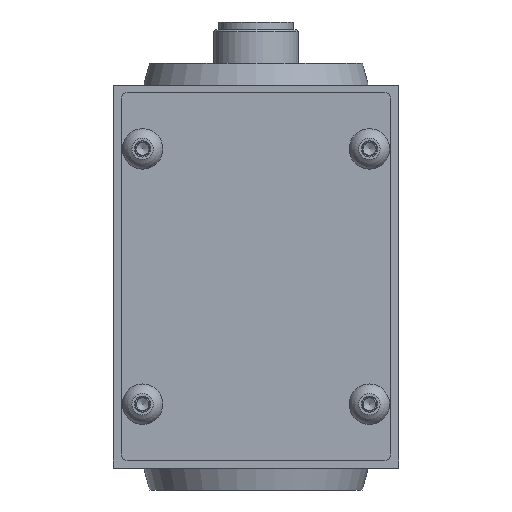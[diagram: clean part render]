
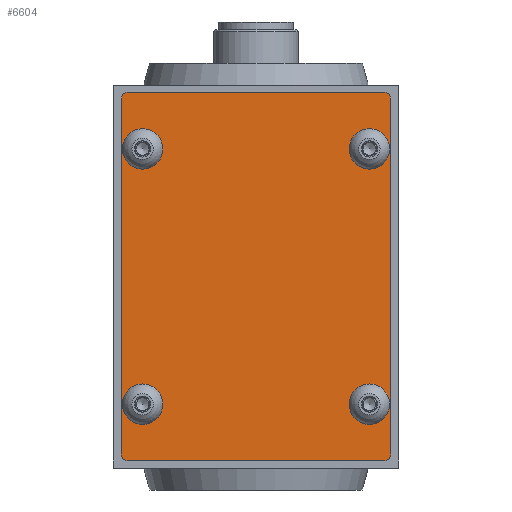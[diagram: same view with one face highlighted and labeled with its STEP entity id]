
A CAD part, front view. The second image highlights one B-rep face of the part: STEP entity #6604.
In plain terms, the highlighted face is planar.
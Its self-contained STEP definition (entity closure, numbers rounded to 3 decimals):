
#347=CIRCLE('',#7055,1.);
#349=CIRCLE('',#7059,1.);
#351=CIRCLE('',#7063,1.);
#353=CIRCLE('',#7067,1.);
#354=CIRCLE('',#7069,1.65);
#356=CIRCLE('',#7072,1.65);
#358=CIRCLE('',#7075,1.65);
#360=CIRCLE('',#7078,1.65);
#1617=ORIENTED_EDGE('',*,*,#2332,.F.);
#1618=ORIENTED_EDGE('',*,*,#2330,.F.);
#1619=ORIENTED_EDGE('',*,*,#2328,.F.);
#1620=ORIENTED_EDGE('',*,*,#2326,.F.);
#1621=ORIENTED_EDGE('',*,*,#2306,.T.);
#1622=ORIENTED_EDGE('',*,*,#2310,.T.);
#1623=ORIENTED_EDGE('',*,*,#2313,.T.);
#1624=ORIENTED_EDGE('',*,*,#2316,.T.);
#1625=ORIENTED_EDGE('',*,*,#2319,.T.);
#1626=ORIENTED_EDGE('',*,*,#2322,.T.);
#1627=ORIENTED_EDGE('',*,*,#2325,.T.);
#1628=ORIENTED_EDGE('',*,*,#2335,.T.);
#2306=EDGE_CURVE('',#2789,#2788,#347,.T.);
#2310=EDGE_CURVE('',#2788,#2791,#3263,.T.);
#2313=EDGE_CURVE('',#2791,#2793,#349,.T.);
#2316=EDGE_CURVE('',#2793,#2795,#3267,.T.);
#2319=EDGE_CURVE('',#2795,#2797,#351,.T.);
#2322=EDGE_CURVE('',#2797,#2799,#3271,.T.);
#2325=EDGE_CURVE('',#2799,#2801,#353,.T.);
#2326=EDGE_CURVE('',#2802,#2802,#354,.T.);
#2328=EDGE_CURVE('',#2804,#2804,#356,.T.);
#2330=EDGE_CURVE('',#2806,#2806,#358,.T.);
#2332=EDGE_CURVE('',#2808,#2808,#360,.T.);
#2335=EDGE_CURVE('',#2801,#2789,#3274,.T.);
#2788=VERTEX_POINT('',#9905);
#2789=VERTEX_POINT('',#9907);
#2791=VERTEX_POINT('',#9913);
#2793=VERTEX_POINT('',#9919);
#2795=VERTEX_POINT('',#9925);
#2797=VERTEX_POINT('',#9931);
#2799=VERTEX_POINT('',#9937);
#2801=VERTEX_POINT('',#9943);
#2802=VERTEX_POINT('',#9947);
#2804=VERTEX_POINT('',#9952);
#2806=VERTEX_POINT('',#9957);
#2808=VERTEX_POINT('',#9962);
#3263=LINE('',#9914,#3720);
#3267=LINE('',#9926,#3724);
#3271=LINE('',#9938,#3728);
#3274=LINE('',#9967,#3731);
#3720=VECTOR('',#8371,1000.);
#3724=VECTOR('',#8383,1000.);
#3728=VECTOR('',#8395,1000.);
#3731=VECTOR('',#8430,1000.);
#4091=EDGE_LOOP('',(#1617));
#4092=EDGE_LOOP('',(#1618));
#4093=EDGE_LOOP('',(#1619));
#4094=EDGE_LOOP('',(#1620));
#4095=EDGE_LOOP('',(#1621,#1622,#1623,#1624,#1625,#1626,#1627,#1628));
#4477=FACE_BOUND('',#4091,.T.);
#4478=FACE_BOUND('',#4092,.T.);
#4479=FACE_BOUND('',#4093,.T.);
#4480=FACE_BOUND('',#4094,.T.);
#4481=FACE_BOUND('',#4095,.T.);
#4696=PLANE('',#7081);
#6604=ADVANCED_FACE('',(#4477,#4478,#4479,#4480,#4481),#4696,.T.);
#7055=AXIS2_PLACEMENT_3D('',#9906,#8364,#8365);
#7059=AXIS2_PLACEMENT_3D('',#9920,#8377,#8378);
#7063=AXIS2_PLACEMENT_3D('',#9932,#8389,#8390);
#7067=AXIS2_PLACEMENT_3D('',#9944,#8401,#8402);
#7069=AXIS2_PLACEMENT_3D('',#9946,#8405,#8406);
#7072=AXIS2_PLACEMENT_3D('',#9951,#8411,#8412);
#7075=AXIS2_PLACEMENT_3D('',#9956,#8417,#8418);
#7078=AXIS2_PLACEMENT_3D('',#9961,#8423,#8424);
#7081=AXIS2_PLACEMENT_3D('',#9968,#8431,#8432);
#8364=DIRECTION('',(0.,1.,0.));
#8365=DIRECTION('',(1.,0.,0.));
#8371=DIRECTION('',(0.,0.,1.));
#8377=DIRECTION('',(0.,1.,0.));
#8378=DIRECTION('',(1.,0.,0.));
#8383=DIRECTION('',(1.,0.,0.));
#8389=DIRECTION('',(0.,1.,0.));
#8390=DIRECTION('',(1.,0.,0.));
#8395=DIRECTION('',(0.,0.,-1.));
#8401=DIRECTION('',(0.,1.,0.));
#8402=DIRECTION('',(1.,0.,0.));
#8405=DIRECTION('',(0.,1.,0.));
#8406=DIRECTION('',(1.,0.,0.));
#8411=DIRECTION('',(0.,1.,0.));
#8412=DIRECTION('',(1.,0.,0.));
#8417=DIRECTION('',(0.,1.,0.));
#8418=DIRECTION('',(1.,0.,0.));
#8423=DIRECTION('',(0.,1.,0.));
#8424=DIRECTION('',(1.,0.,0.));
#8430=DIRECTION('',(-1.,0.,0.));
#8431=DIRECTION('',(0.,1.,0.));
#8432=DIRECTION('',(0.,0.,1.));
#9905=CARTESIAN_POINT('',(-19.,1.,-25.));
#9906=CARTESIAN_POINT('',(-18.,1.,-25.));
#9907=CARTESIAN_POINT('',(-18.,1.,-26.));
#9913=CARTESIAN_POINT('',(-19.,1.,25.));
#9914=CARTESIAN_POINT('',(-19.,1.,-25.));
#9919=CARTESIAN_POINT('',(-18.,1.,26.));
#9920=CARTESIAN_POINT('',(-18.,1.,25.));
#9925=CARTESIAN_POINT('',(18.,1.,26.));
#9926=CARTESIAN_POINT('',(-18.,1.,26.));
#9931=CARTESIAN_POINT('',(19.,1.,25.));
#9932=CARTESIAN_POINT('',(18.,1.,25.));
#9937=CARTESIAN_POINT('',(19.,1.,-25.));
#9938=CARTESIAN_POINT('',(19.,1.,25.));
#9943=CARTESIAN_POINT('',(18.,1.,-26.));
#9944=CARTESIAN_POINT('',(18.,1.,-25.));
#9946=CARTESIAN_POINT('',(16.,1.,-18.));
#9947=CARTESIAN_POINT('',(17.65,1.,-18.));
#9951=CARTESIAN_POINT('',(16.,1.,18.));
#9952=CARTESIAN_POINT('',(17.65,1.,18.));
#9956=CARTESIAN_POINT('',(-16.,1.,-18.));
#9957=CARTESIAN_POINT('',(-14.35,1.,-18.));
#9961=CARTESIAN_POINT('',(-16.,1.,18.));
#9962=CARTESIAN_POINT('',(-14.35,1.,18.));
#9967=CARTESIAN_POINT('',(18.,1.,-26.));
#9968=CARTESIAN_POINT('',(-18.,1.,-25.));
